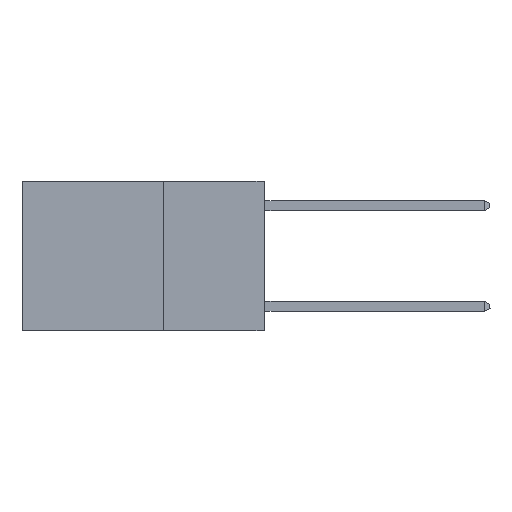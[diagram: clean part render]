
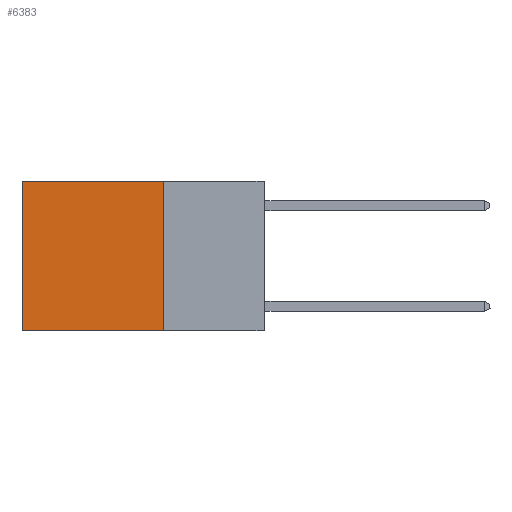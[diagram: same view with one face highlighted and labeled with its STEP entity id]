
A CAD part, left-side view. The second image highlights one B-rep face of the part: STEP entity #6383.
In plain terms, the highlighted planar face has unit normal (-1, 0, 0).
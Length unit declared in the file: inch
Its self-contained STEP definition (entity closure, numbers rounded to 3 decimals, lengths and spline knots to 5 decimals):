
#266 = ORIENTED_EDGE ( 'NONE', *, *, #9786, .F. ) ;
#2231 = EDGE_LOOP ( 'NONE', ( #21966, #4599, #266, #12944 ) ) ;
#2525 = CARTESIAN_POINT ( 'NONE',  ( 0.2625, 0.25, 0. ) ) ;
#2928 = CARTESIAN_POINT ( 'NONE',  ( 0.2625, 0.6, -0.37 ) ) ;
#3338 = CARTESIAN_POINT ( 'NONE',  ( 0.2625, 0.25, 0. ) ) ;
#4599 = ORIENTED_EDGE ( 'NONE', *, *, #12593, .F. ) ;
#5424 = DIRECTION ( 'NONE',  ( 0., 0., -1. ) ) ;
#5648 = CARTESIAN_POINT ( 'NONE',  ( 0.2625, 0.6, 0. ) ) ;
#5788 = VERTEX_POINT ( 'NONE', #2928 ) ;
#6383 = ADVANCED_FACE ( 'NONE', ( #17187 ), #8739, .F. ) ;
#6933 = VECTOR ( 'NONE', #5424, 39.37008 ) ;
#7752 = DIRECTION ( 'NONE',  ( 0., 0., -1. ) ) ;
#8739 = PLANE ( 'NONE',  #20826 ) ;
#8825 = DIRECTION ( 'NONE',  ( 0., 0., -1. ) ) ;
#9786 = EDGE_CURVE ( 'NONE', #16673, #22357, #12426, .T. ) ;
#10468 = CARTESIAN_POINT ( 'NONE',  ( 0.2625, 0.25, 0. ) ) ;
#12426 = LINE ( 'NONE', #3338, #6933 ) ;
#12593 = EDGE_CURVE ( 'NONE', #22357, #5788, #15317, .T. ) ;
#12944 = ORIENTED_EDGE ( 'NONE', *, *, #16436, .T. ) ;
#13275 = CARTESIAN_POINT ( 'NONE',  ( 0.2625, 0.25, -0.37 ) ) ;
#13418 = VECTOR ( 'NONE', #7752, 39.37008 ) ;
#14009 = VERTEX_POINT ( 'NONE', #17976 ) ;
#15317 = LINE ( 'NONE', #13275, #25735 ) ;
#15389 = DIRECTION ( 'NONE',  ( 0., 1., 0. ) ) ;
#16436 = EDGE_CURVE ( 'NONE', #16673, #14009, #19065, .T. ) ;
#16471 = VECTOR ( 'NONE', #22309, 39.37008 ) ;
#16673 = VERTEX_POINT ( 'NONE', #10468 ) ;
#17187 = FACE_OUTER_BOUND ( 'NONE', #2231, .T. ) ;
#17976 = CARTESIAN_POINT ( 'NONE',  ( 0.2625, 0.6, 0. ) ) ;
#19065 = LINE ( 'NONE', #22229, #16471 ) ;
#20826 = AXIS2_PLACEMENT_3D ( 'NONE', #2525, #21291, #8825 ) ;
#21291 = DIRECTION ( 'NONE',  ( 1., 0., 0. ) ) ;
#21966 = ORIENTED_EDGE ( 'NONE', *, *, #23664, .T. ) ;
#22229 = CARTESIAN_POINT ( 'NONE',  ( 0.2625, 0.25, 0. ) ) ;
#22309 = DIRECTION ( 'NONE',  ( 0., 1., 0. ) ) ;
#22357 = VERTEX_POINT ( 'NONE', #24542 ) ;
#23664 = EDGE_CURVE ( 'NONE', #14009, #5788, #24520, .T. ) ;
#24520 = LINE ( 'NONE', #5648, #13418 ) ;
#24542 = CARTESIAN_POINT ( 'NONE',  ( 0.2625, 0.25, -0.37 ) ) ;
#25735 = VECTOR ( 'NONE', #15389, 39.37008 ) ;
